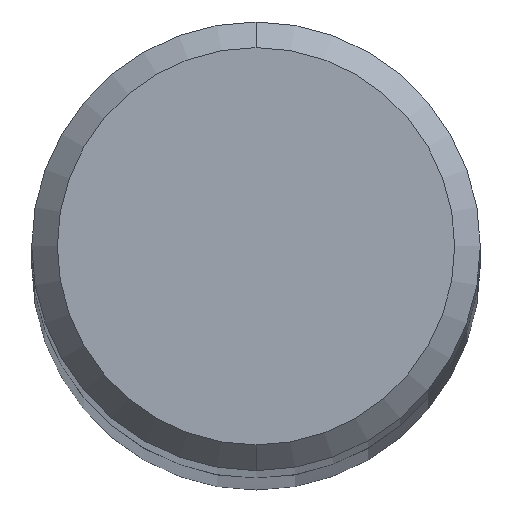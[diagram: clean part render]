
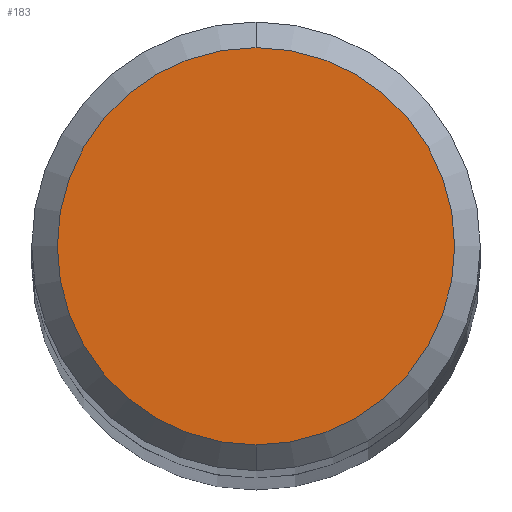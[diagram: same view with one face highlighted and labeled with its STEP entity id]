
A CAD part, top view. The second image highlights one B-rep face of the part: STEP entity #183.
In plain terms, the highlighted planar face has unit normal (0, 0, 1).
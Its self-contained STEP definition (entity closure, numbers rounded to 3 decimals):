
#171=VERTEX_POINT('',#446);
#183=ADVANCED_FACE('',(#458),#459,.T.);
#207=EDGE_CURVE('',#343,#171,#483,.T.);
#343=VERTEX_POINT('',#636);
#399=EDGE_CURVE('',#171,#343,#698,.T.);
#446=CARTESIAN_POINT('',(0.0,3.1,0.0));
#458=FACE_OUTER_BOUND('',#800,.T.);
#459=PLANE('',#801);
#483=CIRCLE('',#842,3.1);
#636=CARTESIAN_POINT('',(0.,-3.1,0.0));
#698=CIRCLE('',#1292,3.1);
#800=EDGE_LOOP('',(#1323,#1324));
#801=AXIS2_PLACEMENT_3D('',#1325,#1326,#1327);
#842=AXIS2_PLACEMENT_3D('',#1338,#1339,#1340);
#1292=AXIS2_PLACEMENT_3D('',#1604,#1605,#1606);
#1323=ORIENTED_EDGE('',*,*,#399,.F.);
#1324=ORIENTED_EDGE('',*,*,#207,.F.);
#1325=CARTESIAN_POINT('',(0.0,1.55,0.0));
#1326=DIRECTION('',(-0.0,0.0,1.0));
#1327=DIRECTION('',(0.0,-1.0,0.0));
#1338=CARTESIAN_POINT('',(0.0,0.0,0.0));
#1339=DIRECTION('',(0.0,0.0,-1.0));
#1340=DIRECTION('',(0.0,1.0,0.0));
#1604=CARTESIAN_POINT('',(0.0,0.0,0.0));
#1605=DIRECTION('',(0.0,0.0,-1.0));
#1606=DIRECTION('',(0.0,1.0,0.0));
